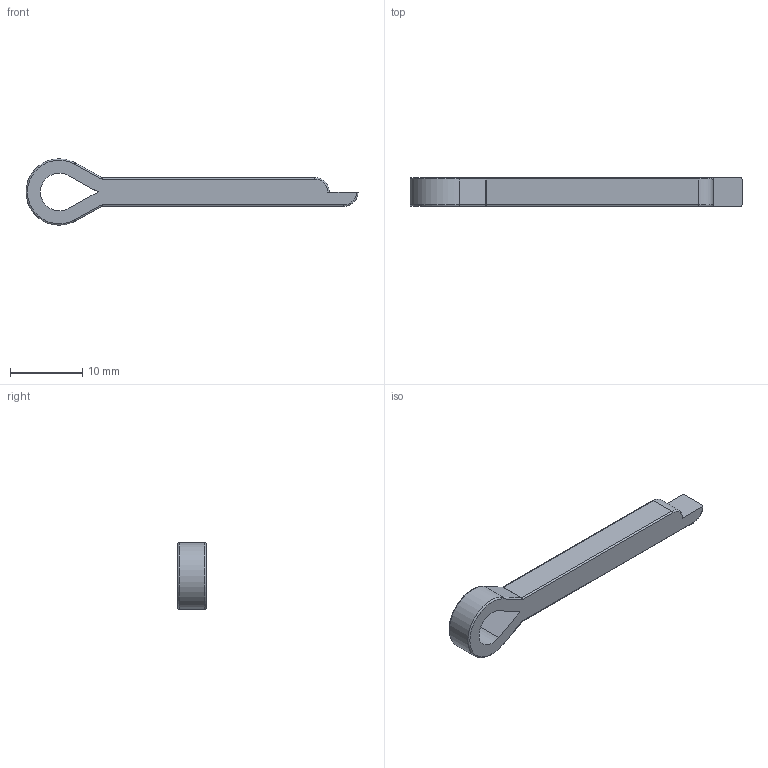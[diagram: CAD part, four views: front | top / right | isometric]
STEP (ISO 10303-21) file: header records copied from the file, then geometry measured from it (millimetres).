
FILE_DESCRIPTION (( 'STEP AP214' ), '1' );
FILE_NAME ('76.05.07.0006.step', '2021-04-02T18:07:00', ( '' ), ( '' ), 'SwSTEP 2.0', 'SolidWorks 2021', '' );
FILE_SCHEMA (( 'AUTOMOTIVE_DESIGN' ));
Length unit declared in the file: millimetre
Products named in the file (1): 76.05.07.0006
Bounding box: 46 x 4 x 9.2 mm (x, y, z)
Volume: 722.1 mm3; surface area: 893.4 mm2
Topology: 1 solids, 1 shells, 35 faces, 85 edges, 51 vertices
Faces by surface type: cylinder 14, plane 11, torus 10
Entity records: 1066 total; most frequent: DIRECTION 198, CARTESIAN_POINT 177, ORIENTED_EDGE 170, EDGE_CURVE 85, AXIS2_PLACEMENT_3D 78, VERTEX_POINT 51, CIRCLE 42, VECTOR 42
